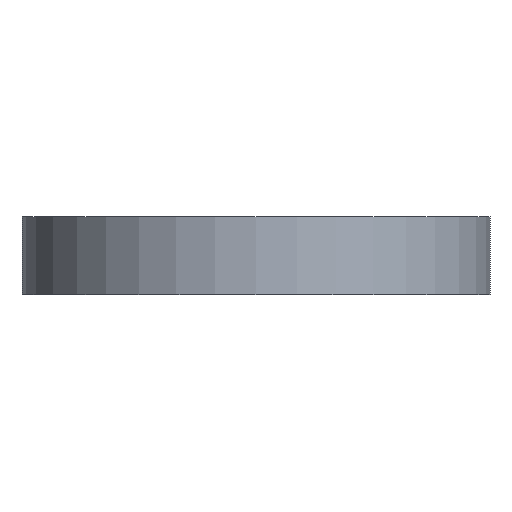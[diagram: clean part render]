
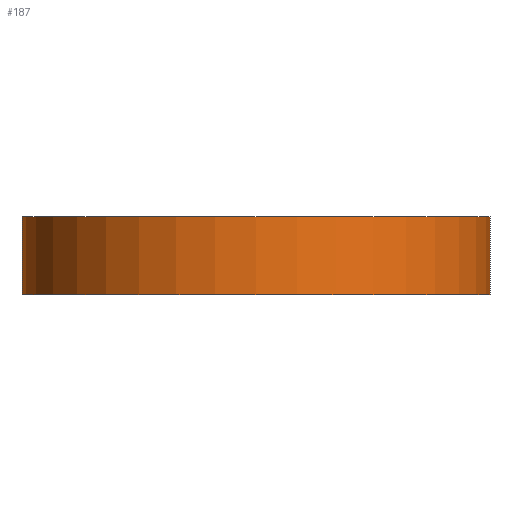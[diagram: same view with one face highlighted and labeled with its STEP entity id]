
A CAD part, front view. The second image highlights one B-rep face of the part: STEP entity #187.
In plain terms, the highlighted cylindrical face has radius 6 mm (diameter 12 mm), a partial arc.
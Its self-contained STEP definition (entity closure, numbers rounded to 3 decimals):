
#27=CIRCLE('',#219,6.);
#28=CIRCLE('',#220,6.);
#32=CYLINDRICAL_SURFACE('',#218,6.);
#39=FACE_OUTER_BOUND('',#49,.T.);
#49=EDGE_LOOP('',(#151,#152,#153,#154));
#67=LINE('',#323,#83);
#68=LINE('',#329,#84);
#83=VECTOR('',#265,10.);
#84=VECTOR('',#272,10.);
#99=VERTEX_POINT('',#319);
#100=VERTEX_POINT('',#321);
#101=VERTEX_POINT('',#325);
#102=VERTEX_POINT('',#327);
#121=EDGE_CURVE('',#99,#100,#67,.T.);
#122=EDGE_CURVE('',#101,#99,#27,.T.);
#123=EDGE_CURVE('',#102,#100,#28,.T.);
#124=EDGE_CURVE('',#101,#102,#68,.T.);
#151=ORIENTED_EDGE('',*,*,#122,.T.);
#152=ORIENTED_EDGE('',*,*,#121,.T.);
#153=ORIENTED_EDGE('',*,*,#123,.F.);
#154=ORIENTED_EDGE('',*,*,#124,.F.);
#187=ADVANCED_FACE('',(#39),#32,.T.);
#218=AXIS2_PLACEMENT_3D('',#324,#266,#267);
#219=AXIS2_PLACEMENT_3D('',#326,#268,#269);
#220=AXIS2_PLACEMENT_3D('',#328,#270,#271);
#265=DIRECTION('',(0.,0.,-1.));
#266=DIRECTION('center_axis',(0.,0.,-1.));
#267=DIRECTION('ref_axis',(1.,0.,0.));
#268=DIRECTION('center_axis',(0.,0.,-1.));
#269=DIRECTION('ref_axis',(1.,0.,0.));
#270=DIRECTION('center_axis',(0.,0.,-1.));
#271=DIRECTION('ref_axis',(1.,0.,0.));
#272=DIRECTION('',(0.,0.,-1.));
#319=CARTESIAN_POINT('',(-235.389,-23.715,209.215));
#321=CARTESIAN_POINT('',(-235.389,-23.715,207.215));
#323=CARTESIAN_POINT('',(-235.389,-23.715,209.215));
#324=CARTESIAN_POINT('Origin',(-229.389,-23.715,209.215));
#325=CARTESIAN_POINT('',(-223.389,-23.715,209.215));
#326=CARTESIAN_POINT('Origin',(-229.389,-23.715,209.215));
#327=CARTESIAN_POINT('',(-223.389,-23.715,207.215));
#328=CARTESIAN_POINT('Origin',(-229.389,-23.715,207.215));
#329=CARTESIAN_POINT('',(-223.389,-23.715,209.215));
